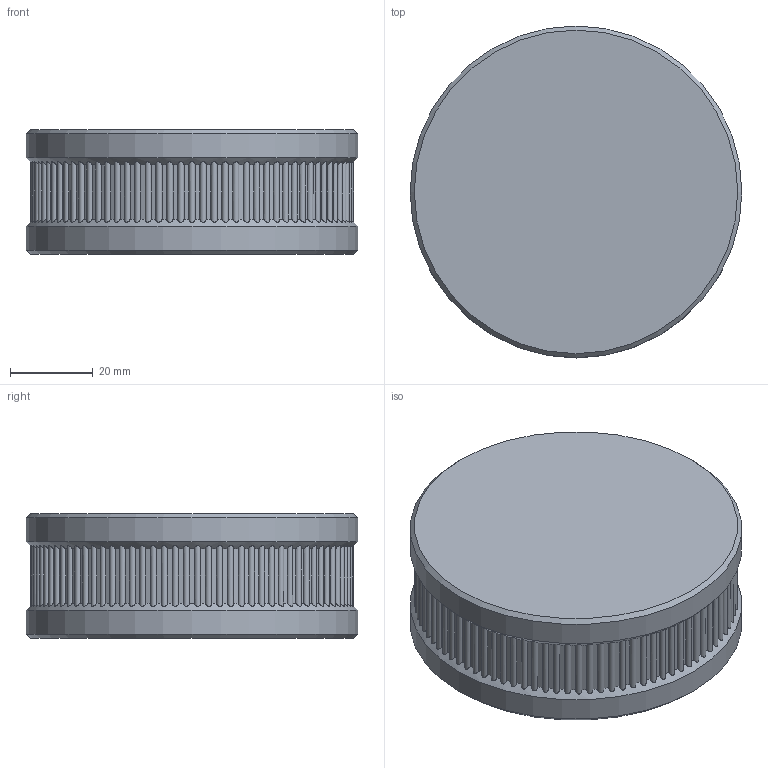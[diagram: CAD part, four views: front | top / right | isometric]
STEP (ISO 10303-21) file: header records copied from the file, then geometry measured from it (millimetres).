
FILE_DESCRIPTION(/* description */ (''),/* implementation_level */ '2;1');
FILE_NAME(/* name */ 'OSSM - Mounting Ring - PitClamp Mini -Template Ring.step',/* time_stamp */ '2025-04-05T18:07:25-04:00',/* author */ (''),/* organization */ (''),/* preprocessor_version */ 'ST-DEVELOPER v20.1',/* originating_system */ 'Autodesk Translation Framework v14.4.0.0',/* authorisation */ '');
FILE_SCHEMA (('AUTOMOTIVE_DESIGN { 1 0 10303 214 3 1 1 }'));
Length unit declared in the file: millimetre
Products named in the file (1): PitClamp Parametric
Bounding box: 80 x 80 x 30 mm (x, y, z)
Volume: 145250.2 mm3; surface area: 18494 mm2
Topology: 1 solids, 1 shells, 188 faces, 554 edges, 368 vertices
Faces by surface type: cylinder 182, cone 4, plane 2
Full cylindrical faces by diameter (mm): 80 x2
Entity records: 9767 total; most frequent: CARTESIAN_POINT 4891, ORIENTED_EDGE 1108, DIRECTION 940, EDGE_CURVE 554, AXIS2_PLACEMENT_3D 377, VERTEX_POINT 368, FACE_OUTER_BOUND 188, EDGE_LOOP 188
